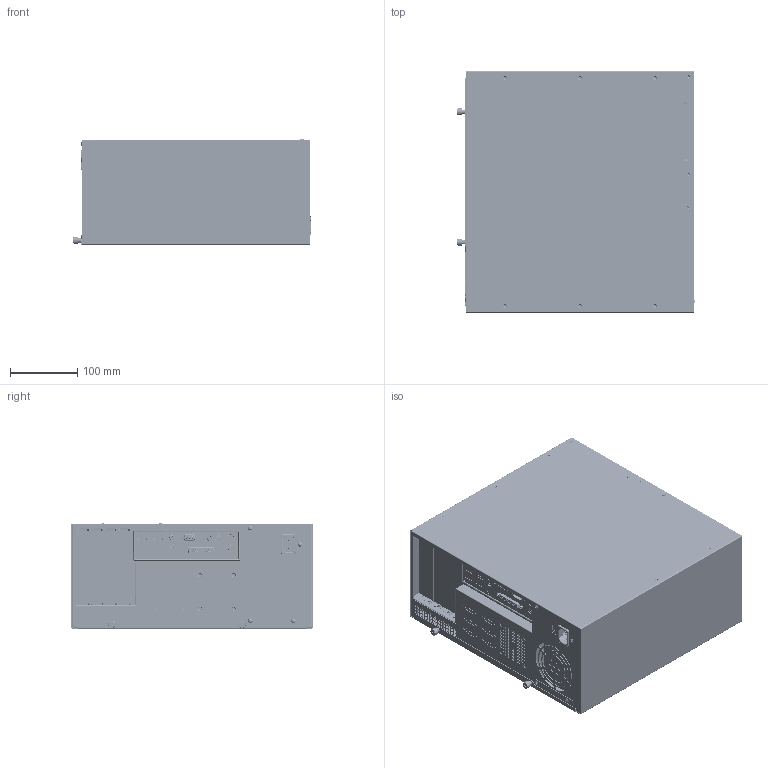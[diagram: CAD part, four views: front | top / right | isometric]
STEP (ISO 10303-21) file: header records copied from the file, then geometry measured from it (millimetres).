
FILE_DESCRIPTION (( 'STEP AP203' ), '1' );
FILE_NAME ('IPC5122-ASSY.STEP', '2009-08-04T09:48:04', ( 'ITD.MIS' ), ( 'Advantech' ), 'SwSTEP 2.0', 'SolidWorks 2007', '' );
FILE_SCHEMA (( 'CONFIG_CONTROL_DESIGN' ));
Products named in the file (1): IPC5122-ASSY
Bounding box: 353.6 x 360 x 157.55 mm (x, y, z)
Surface area: 1607150.5 mm2 (no closed solid volume)
Topology: 0 solids, 302 shells, 8596 faces, 24688 edges, 16319 vertices
Faces by surface type: plane 4769, cylinder 2775, bspline 431, cone 364, torus 158, sphere 99
Entity records: 324280 total; most frequent: CARTESIAN_POINT 98205, DIRECTION 46769, ORIENTED_EDGE 45101, EDGE_CURVE 24359, VERTEX_POINT 16195, VECTOR 15657, LINE 15657, AXIS2_PLACEMENT_3D 15556
